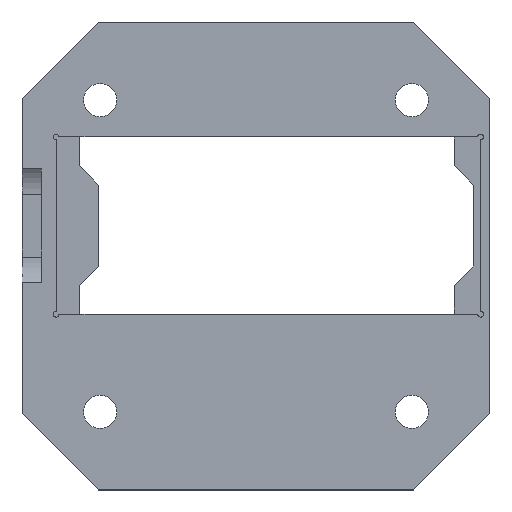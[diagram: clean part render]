
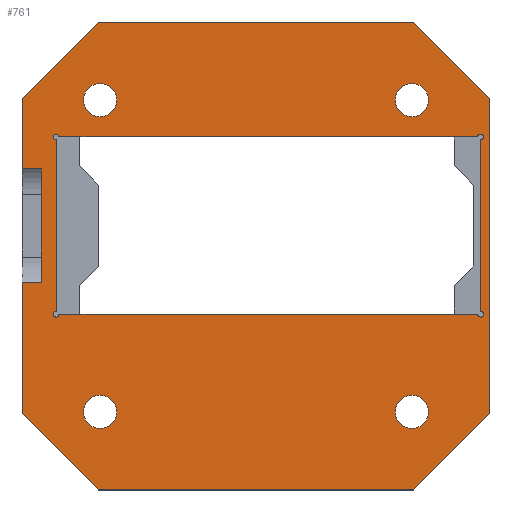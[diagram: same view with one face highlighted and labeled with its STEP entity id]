
A CAD part, top view. The second image highlights one B-rep face of the part: STEP entity #761.
In plain terms, the highlighted planar face has unit normal (0, 0, 1).
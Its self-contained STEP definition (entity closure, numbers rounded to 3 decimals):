
#15=FACE_BOUND('',#100,.T.);
#16=FACE_BOUND('',#101,.T.);
#17=FACE_BOUND('',#102,.T.);
#18=FACE_BOUND('',#103,.T.);
#19=FACE_BOUND('',#104,.T.);
#29=PLANE('',#821);
#61=FACE_OUTER_BOUND('',#99,.T.);
#99=EDGE_LOOP('',(#567,#568,#569,#570,#571,#572,#573,#574,#575,#576,#577,
#578,#579,#580));
#100=EDGE_LOOP('',(#581,#582,#583,#584,#585,#586,#587,#588));
#101=EDGE_LOOP('',(#589));
#102=EDGE_LOOP('',(#590));
#103=EDGE_LOOP('',(#591));
#104=EDGE_LOOP('',(#592));
#141=LINE('',#1083,#231);
#156=LINE('',#1126,#246);
#165=LINE('',#1145,#255);
#166=LINE('',#1147,#256);
#167=LINE('',#1149,#257);
#168=LINE('',#1151,#258);
#169=LINE('',#1153,#259);
#170=LINE('',#1155,#260);
#171=LINE('',#1157,#261);
#172=LINE('',#1159,#262);
#173=LINE('',#1161,#263);
#174=LINE('',#1163,#264);
#175=LINE('',#1165,#265);
#176=LINE('',#1167,#266);
#177=LINE('',#1169,#267);
#178=LINE('',#1170,#268);
#179=LINE('',#1171,#269);
#180=LINE('',#1172,#270);
#231=VECTOR('',#875,10.);
#246=VECTOR('',#912,10.);
#255=VECTOR('',#925,10.);
#256=VECTOR('',#926,10.);
#257=VECTOR('',#927,10.);
#258=VECTOR('',#928,10.);
#259=VECTOR('',#929,10.);
#260=VECTOR('',#930,10.);
#261=VECTOR('',#931,10.);
#262=VECTOR('',#932,10.);
#263=VECTOR('',#933,10.);
#264=VECTOR('',#934,10.);
#265=VECTOR('',#935,10.);
#266=VECTOR('',#936,10.);
#267=VECTOR('',#937,10.);
#268=VECTOR('',#938,10.);
#269=VECTOR('',#939,10.);
#270=VECTOR('',#940,10.);
#319=CIRCLE('',#806,0.3);
#321=CIRCLE('',#810,0.3);
#323=CIRCLE('',#814,0.3);
#325=CIRCLE('',#817,0.3);
#327=CIRCLE('',#822,1.7);
#328=CIRCLE('',#823,1.7);
#329=CIRCLE('',#824,1.7);
#330=CIRCLE('',#825,1.7);
#339=VERTEX_POINT('',#1073);
#340=VERTEX_POINT('',#1074);
#343=VERTEX_POINT('',#1082);
#345=VERTEX_POINT('',#1088);
#353=VERTEX_POINT('',#1108);
#354=VERTEX_POINT('',#1109);
#357=VERTEX_POINT('',#1117);
#358=VERTEX_POINT('',#1118);
#367=VERTEX_POINT('',#1143);
#368=VERTEX_POINT('',#1144);
#369=VERTEX_POINT('',#1146);
#370=VERTEX_POINT('',#1148);
#371=VERTEX_POINT('',#1150);
#372=VERTEX_POINT('',#1152);
#373=VERTEX_POINT('',#1154);
#374=VERTEX_POINT('',#1156);
#375=VERTEX_POINT('',#1158);
#376=VERTEX_POINT('',#1160);
#377=VERTEX_POINT('',#1162);
#378=VERTEX_POINT('',#1164);
#379=VERTEX_POINT('',#1166);
#380=VERTEX_POINT('',#1168);
#381=VERTEX_POINT('',#1173);
#382=VERTEX_POINT('',#1175);
#383=VERTEX_POINT('',#1177);
#384=VERTEX_POINT('',#1179);
#413=EDGE_CURVE('',#339,#340,#319,.T.);
#417=EDGE_CURVE('',#343,#339,#141,.T.);
#420=EDGE_CURVE('',#345,#343,#321,.T.);
#430=EDGE_CURVE('',#353,#354,#323,.T.);
#434=EDGE_CURVE('',#357,#358,#325,.T.);
#438=EDGE_CURVE('',#354,#357,#156,.T.);
#447=EDGE_CURVE('',#367,#368,#165,.T.);
#448=EDGE_CURVE('',#368,#369,#166,.T.);
#449=EDGE_CURVE('',#369,#370,#167,.T.);
#450=EDGE_CURVE('',#370,#371,#168,.T.);
#451=EDGE_CURVE('',#371,#372,#169,.T.);
#452=EDGE_CURVE('',#372,#373,#170,.T.);
#453=EDGE_CURVE('',#373,#374,#171,.T.);
#454=EDGE_CURVE('',#374,#375,#172,.T.);
#455=EDGE_CURVE('',#375,#376,#173,.T.);
#456=EDGE_CURVE('',#376,#377,#174,.T.);
#457=EDGE_CURVE('',#377,#378,#175,.T.);
#458=EDGE_CURVE('',#379,#378,#176,.T.);
#459=EDGE_CURVE('',#380,#379,#177,.T.);
#460=EDGE_CURVE('',#367,#380,#178,.T.);
#461=EDGE_CURVE('',#358,#345,#179,.T.);
#462=EDGE_CURVE('',#340,#353,#180,.T.);
#463=EDGE_CURVE('',#381,#381,#327,.T.);
#464=EDGE_CURVE('',#382,#382,#328,.T.);
#465=EDGE_CURVE('',#383,#383,#329,.T.);
#466=EDGE_CURVE('',#384,#384,#330,.T.);
#567=ORIENTED_EDGE('',*,*,#447,.T.);
#568=ORIENTED_EDGE('',*,*,#448,.T.);
#569=ORIENTED_EDGE('',*,*,#449,.T.);
#570=ORIENTED_EDGE('',*,*,#450,.T.);
#571=ORIENTED_EDGE('',*,*,#451,.T.);
#572=ORIENTED_EDGE('',*,*,#452,.T.);
#573=ORIENTED_EDGE('',*,*,#453,.T.);
#574=ORIENTED_EDGE('',*,*,#454,.T.);
#575=ORIENTED_EDGE('',*,*,#455,.T.);
#576=ORIENTED_EDGE('',*,*,#456,.T.);
#577=ORIENTED_EDGE('',*,*,#457,.T.);
#578=ORIENTED_EDGE('',*,*,#458,.F.);
#579=ORIENTED_EDGE('',*,*,#459,.F.);
#580=ORIENTED_EDGE('',*,*,#460,.F.);
#581=ORIENTED_EDGE('',*,*,#461,.T.);
#582=ORIENTED_EDGE('',*,*,#420,.T.);
#583=ORIENTED_EDGE('',*,*,#417,.T.);
#584=ORIENTED_EDGE('',*,*,#413,.T.);
#585=ORIENTED_EDGE('',*,*,#462,.T.);
#586=ORIENTED_EDGE('',*,*,#430,.T.);
#587=ORIENTED_EDGE('',*,*,#438,.T.);
#588=ORIENTED_EDGE('',*,*,#434,.T.);
#589=ORIENTED_EDGE('',*,*,#463,.T.);
#590=ORIENTED_EDGE('',*,*,#464,.T.);
#591=ORIENTED_EDGE('',*,*,#465,.T.);
#592=ORIENTED_EDGE('',*,*,#466,.T.);
#761=ADVANCED_FACE('',(#61,#15,#16,#17,#18,#19),#29,.T.);
#806=AXIS2_PLACEMENT_3D('',#1075,#867,#868);
#810=AXIS2_PLACEMENT_3D('',#1089,#880,#881);
#814=AXIS2_PLACEMENT_3D('',#1110,#896,#897);
#817=AXIS2_PLACEMENT_3D('',#1119,#904,#905);
#821=AXIS2_PLACEMENT_3D('',#1142,#923,#924);
#822=AXIS2_PLACEMENT_3D('',#1174,#941,#942);
#823=AXIS2_PLACEMENT_3D('',#1176,#943,#944);
#824=AXIS2_PLACEMENT_3D('',#1178,#945,#946);
#825=AXIS2_PLACEMENT_3D('',#1180,#947,#948);
#867=DIRECTION('center_axis',(0.,0.,-1.));
#868=DIRECTION('ref_axis',(-1.,0.,0.));
#875=DIRECTION('',(0.,-1.,0.));
#880=DIRECTION('center_axis',(0.,0.,-1.));
#881=DIRECTION('ref_axis',(0.,-1.,0.));
#896=DIRECTION('center_axis',(0.,0.,-1.));
#897=DIRECTION('ref_axis',(0.,1.,0.));
#904=DIRECTION('center_axis',(0.,0.,-1.));
#905=DIRECTION('ref_axis',(1.,0.,0.));
#912=DIRECTION('',(0.,1.,0.));
#923=DIRECTION('center_axis',(0.,0.,1.));
#924=DIRECTION('ref_axis',(-1.,0.,0.));
#925=DIRECTION('',(-1.,0.,0.));
#926=DIRECTION('',(0.,-1.,0.));
#927=DIRECTION('',(0.707,-0.707,0.));
#928=DIRECTION('',(1.,0.,0.));
#929=DIRECTION('',(0.707,0.707,0.));
#930=DIRECTION('',(0.,1.,0.));
#931=DIRECTION('',(-0.707,0.707,0.));
#932=DIRECTION('',(-1.,0.,0.));
#933=DIRECTION('',(-0.707,-0.707,0.));
#934=DIRECTION('',(0.,-1.,0.));
#935=DIRECTION('',(1.,0.,0.));
#936=DIRECTION('',(0.,1.,0.));
#937=DIRECTION('',(0.,1.,0.));
#938=DIRECTION('',(0.,1.,0.));
#939=DIRECTION('',(1.,0.,0.));
#940=DIRECTION('',(-1.,0.,0.));
#941=DIRECTION('center_axis',(0.,0.,-1.));
#942=DIRECTION('ref_axis',(-1.,0.,0.));
#943=DIRECTION('center_axis',(0.,0.,-1.));
#944=DIRECTION('ref_axis',(-1.,0.,0.));
#945=DIRECTION('center_axis',(0.,0.,-1.));
#946=DIRECTION('ref_axis',(-1.,0.,0.));
#947=DIRECTION('center_axis',(0.,0.,-1.));
#948=DIRECTION('ref_axis',(-1.,0.,0.));
#1073=CARTESIAN_POINT('',(23.06,-8.79,-0.05));
#1074=CARTESIAN_POINT('',(22.76,-9.09,-0.05));
#1075=CARTESIAN_POINT('Origin',(23.06,-9.09,-0.05));
#1082=CARTESIAN_POINT('',(23.06,8.79,-0.05));
#1083=CARTESIAN_POINT('',(23.06,4.395,-0.05));
#1088=CARTESIAN_POINT('',(22.76,9.09,-0.05));
#1089=CARTESIAN_POINT('Origin',(23.06,9.09,-0.05));
#1108=CARTESIAN_POINT('',(-20.22,-9.09,-0.05));
#1109=CARTESIAN_POINT('',(-20.52,-8.79,-0.05));
#1110=CARTESIAN_POINT('Origin',(-20.52,-9.09,-0.05));
#1117=CARTESIAN_POINT('',(-20.52,8.79,-0.05));
#1118=CARTESIAN_POINT('',(-20.22,9.09,-0.05));
#1119=CARTESIAN_POINT('Origin',(-20.52,9.09,-0.05));
#1126=CARTESIAN_POINT('',(-20.52,-4.395,-0.05));
#1142=CARTESIAN_POINT('Origin',(1.27,0.,-0.05));
#1143=CARTESIAN_POINT('',(-22.02,-5.845,-0.05));
#1144=CARTESIAN_POINT('',(-24.01,-5.845,-0.05));
#1145=CARTESIAN_POINT('',(-24.01,-5.845,-0.05));
#1146=CARTESIAN_POINT('',(-24.01,-19.306,-0.05));
#1147=CARTESIAN_POINT('',(-24.01,8.881,-0.05));
#1148=CARTESIAN_POINT('',(-16.182,-27.134,-0.05));
#1149=CARTESIAN_POINT('',(-20.096,-23.22,-0.05));
#1150=CARTESIAN_POINT('',(16.182,-27.134,-0.05));
#1151=CARTESIAN_POINT('',(-12.005,-27.134,-0.05));
#1152=CARTESIAN_POINT('',(24.01,-19.306,-0.05));
#1153=CARTESIAN_POINT('',(20.096,-23.22,-0.05));
#1154=CARTESIAN_POINT('',(24.01,13.057,-0.05));
#1155=CARTESIAN_POINT('',(24.01,-15.129,-0.05));
#1156=CARTESIAN_POINT('',(16.182,20.886,-0.05));
#1157=CARTESIAN_POINT('',(20.096,16.972,-0.05));
#1158=CARTESIAN_POINT('',(-16.182,20.886,-0.05));
#1159=CARTESIAN_POINT('',(12.005,20.886,-0.05));
#1160=CARTESIAN_POINT('',(-24.01,13.057,-0.05));
#1161=CARTESIAN_POINT('',(-20.096,16.972,-0.05));
#1162=CARTESIAN_POINT('',(-24.01,5.805,-0.05));
#1163=CARTESIAN_POINT('',(-24.01,8.881,-0.05));
#1164=CARTESIAN_POINT('',(-22.02,5.805,-0.05));
#1165=CARTESIAN_POINT('',(-24.01,5.805,-0.05));
#1166=CARTESIAN_POINT('',(-22.02,3.195,-0.05));
#1167=CARTESIAN_POINT('',(-22.02,-9.09,-0.05));
#1168=CARTESIAN_POINT('',(-22.02,-3.235,-0.05));
#1169=CARTESIAN_POINT('',(-22.02,-1.572,-0.05));
#1170=CARTESIAN_POINT('',(-22.02,-9.09,-0.05));
#1171=CARTESIAN_POINT('',(-10.26,9.09,-0.05));
#1172=CARTESIAN_POINT('',(10.255,-9.09,-0.05));
#1173=CARTESIAN_POINT('',(17.7,-19.124,-0.05));
#1174=CARTESIAN_POINT('Origin',(16.,-19.124,-0.05));
#1175=CARTESIAN_POINT('',(17.7,12.876,-0.05));
#1176=CARTESIAN_POINT('Origin',(16.,12.876,-0.05));
#1177=CARTESIAN_POINT('',(-14.3,-19.124,-0.05));
#1178=CARTESIAN_POINT('Origin',(-16.,-19.124,-0.05));
#1179=CARTESIAN_POINT('',(-14.3,12.876,-0.05));
#1180=CARTESIAN_POINT('Origin',(-16.,12.876,-0.05));
